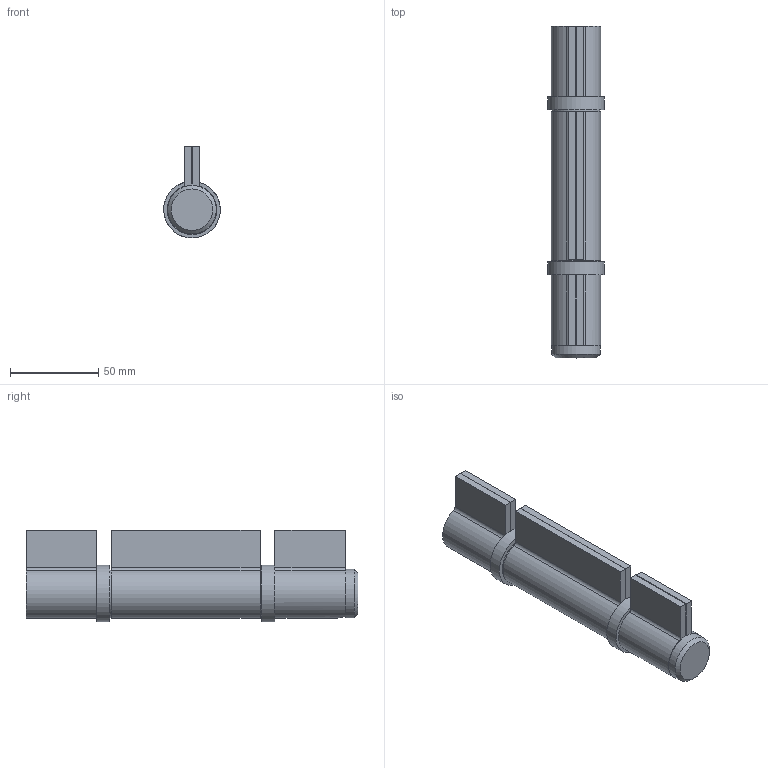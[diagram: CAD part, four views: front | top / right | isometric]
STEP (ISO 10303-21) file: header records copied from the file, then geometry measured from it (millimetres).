
FILE_DESCRIPTION (( 'STEP AP203' ), '1' );
FILE_NAME ('475.step', '2021-11-25T13:45:09', ( '' ), ( '' ), 'SwSTEP 2.0', 'SolidWorks 2018', '' );
FILE_SCHEMA (( 'CONFIG_CONTROL_DESIGN' ));
Length unit declared in the file: millimetre
Products named in the file (12): 475 Teil3; 475 Teil1; 475 Teil5; 475 Teil4; 475; 475 Teil2
Assembly tree (6 placements, depth 2):
  475 Teil1
  475 Teil5
  475 Teil3
  475
    475 Teil5
    475 Teil3
    475 Teil4  x2
    475 Teil1
    475 Teil2
  475 Teil4
Bounding box: 32 x 187.7 x 52 mm (x, y, z)
Volume: 143854.1 mm3; surface area: 60160.5 mm2
Topology: 6 solids, 6 shells, 213 faces, 548 edges, 365 vertices
Faces by surface type: plane 128, bspline 56, cylinder 27, cone 2
Full cylindrical faces by diameter (mm): 19.8 x1, 20.15 x2, 27.2 x2, 27.5 x1, 32 x2
Entity records: 10177 total; most frequent: CARTESIAN_POINT 4352, ORIENTED_EDGE 1062, DIRECTION 789, EDGE_CURVE 531, LINE 367, VECTOR 367, VERTEX_POINT 358, EDGE_LOOP 233
